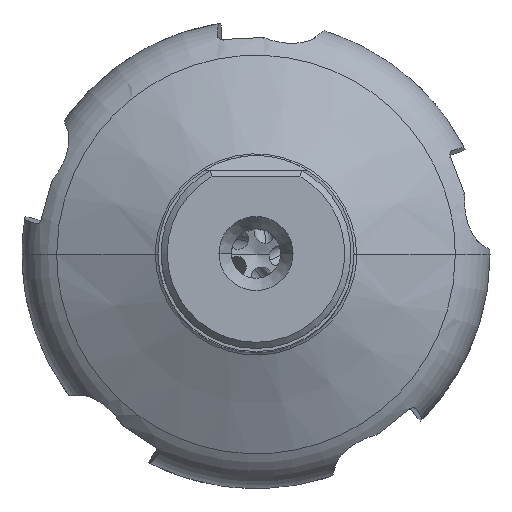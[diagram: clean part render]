
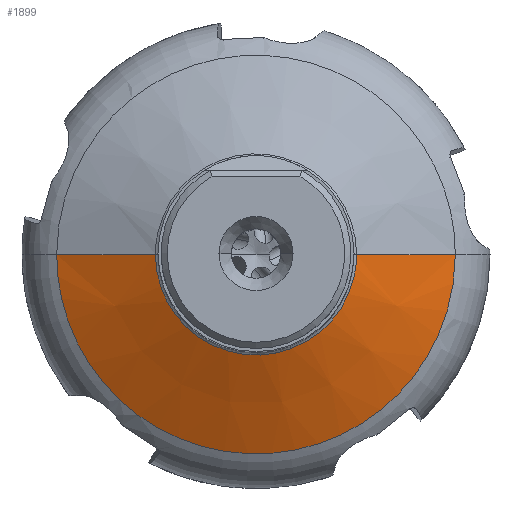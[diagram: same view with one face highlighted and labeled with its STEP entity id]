
A CAD part, top view. The second image highlights one B-rep face of the part: STEP entity #1899.
In plain terms, the highlighted conical face has half-angle 64 degrees and reference radius 24.288 mm.
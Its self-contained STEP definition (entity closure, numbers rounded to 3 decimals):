
#562=B_SPLINE_CURVE_WITH_KNOTS('',3,(#18117,#18118,#18119,#18120),
 .UNSPECIFIED.,.F.,.F.,(4,4),(0.,1.),.UNSPECIFIED.);
#564=B_SPLINE_CURVE_WITH_KNOTS('',3,(#18142,#18143,#18144,#18145),
 .UNSPECIFIED.,.F.,.F.,(4,4),(0.,1.),.UNSPECIFIED.);
#566=B_SPLINE_CURVE_WITH_KNOTS('',3,(#18158,#18159,#18160,#18161,#18162,
#18163,#18164,#18165,#18166,#18167),.UNSPECIFIED.,.F.,.F.,(4,2,2,2,4),(0.,
0.25,0.5,0.75,1.),.UNSPECIFIED.);
#567=B_SPLINE_CURVE_WITH_KNOTS('',3,(#18168,#18169,#18170,#18171,#18172,
#18173,#18174,#18175,#18176,#18177,#18178,#18179,#18180,#18181,#18182,#18183,
#18184,#18185),.UNSPECIFIED.,.F.,.F.,(4,2,2,2,2,2,2,2,4),(0.,0.125,0.25,
0.375,0.5,0.625,0.75,0.875,1.),.UNSPECIFIED.);
#1899=ADVANCED_FACE('',(#2704),#2640,.T.);
#2640=CONICAL_SURFACE('',#13549,24.288,64.);
#2704=FACE_OUTER_BOUND('',#3443,.T.);
#3443=EDGE_LOOP('',(#4797,#4798,#4799,#4800));
#4797=ORIENTED_EDGE('',*,*,#10263,.T.);
#4798=ORIENTED_EDGE('',*,*,#10267,.F.);
#4799=ORIENTED_EDGE('',*,*,#10265,.F.);
#4800=ORIENTED_EDGE('',*,*,#10268,.F.);
#8920=VERTEX_POINT('',#18121);
#8921=VERTEX_POINT('',#18122);
#8922=VERTEX_POINT('',#18141);
#8923=VERTEX_POINT('',#18146);
#10263=EDGE_CURVE('',#8920,#8921,#562,.T.);
#10265=EDGE_CURVE('',#8922,#8923,#564,.T.);
#10267=EDGE_CURVE('',#8923,#8921,#566,.T.);
#10268=EDGE_CURVE('',#8920,#8922,#567,.T.);
#13549=AXIS2_PLACEMENT_3D('',#18186,#14886,#14887);
#14886=DIRECTION('',(0.,0.,-1.));
#14887=DIRECTION('',(1.,0.,0.));
#18117=CARTESIAN_POINT('',(32.278,0.,-53.048));
#18118=CARTESIAN_POINT('',(26.951,0.,-50.45));
#18119=CARTESIAN_POINT('',(21.625,0.,-47.852));
#18120=CARTESIAN_POINT('',(16.298,0.,-45.253));
#18121=CARTESIAN_POINT('',(32.278,0.,-53.048));
#18122=CARTESIAN_POINT('',(16.298,0.,-45.253));
#18141=CARTESIAN_POINT('',(-32.278,0.,-53.048));
#18142=CARTESIAN_POINT('',(-32.278,0.,-53.048));
#18143=CARTESIAN_POINT('',(-26.951,0.,-50.45));
#18144=CARTESIAN_POINT('',(-21.625,0.,-47.852));
#18145=CARTESIAN_POINT('',(-16.298,0.,-45.253));
#18146=CARTESIAN_POINT('',(-16.298,0.,-45.253));
#18158=CARTESIAN_POINT('',(-16.298,0.,-45.253));
#18159=CARTESIAN_POINT('',(-16.298,-4.267,-45.253));
#18160=CARTESIAN_POINT('',(-14.541,-8.507,-45.253));
#18161=CARTESIAN_POINT('',(-8.507,-14.541,-45.253));
#18162=CARTESIAN_POINT('',(-4.267,-16.298,-45.253));
#18163=CARTESIAN_POINT('',(4.267,-16.298,-45.253));
#18164=CARTESIAN_POINT('',(8.507,-14.541,-45.253));
#18165=CARTESIAN_POINT('',(14.541,-8.507,-45.253));
#18166=CARTESIAN_POINT('',(16.298,-4.267,-45.253));
#18167=CARTESIAN_POINT('',(16.298,0.,-45.253));
#18168=CARTESIAN_POINT('',(32.278,0.,-53.048));
#18169=CARTESIAN_POINT('',(32.278,-4.225,-53.048));
#18170=CARTESIAN_POINT('',(31.438,-8.449,-53.048));
#18171=CARTESIAN_POINT('',(28.204,-16.256,-53.048));
#18172=CARTESIAN_POINT('',(25.812,-19.837,-53.048));
#18173=CARTESIAN_POINT('',(19.837,-25.812,-53.048));
#18174=CARTESIAN_POINT('',(16.256,-28.204,-53.048));
#18175=CARTESIAN_POINT('',(8.449,-31.438,-53.048));
#18176=CARTESIAN_POINT('',(4.225,-32.278,-53.048));
#18177=CARTESIAN_POINT('',(-4.225,-32.278,-53.048));
#18178=CARTESIAN_POINT('',(-8.449,-31.438,-53.048));
#18179=CARTESIAN_POINT('',(-16.256,-28.204,-53.048));
#18180=CARTESIAN_POINT('',(-19.837,-25.812,-53.048));
#18181=CARTESIAN_POINT('',(-25.812,-19.837,-53.048));
#18182=CARTESIAN_POINT('',(-28.204,-16.256,-53.048));
#18183=CARTESIAN_POINT('',(-31.438,-8.449,-53.048));
#18184=CARTESIAN_POINT('',(-32.278,-4.225,-53.048));
#18185=CARTESIAN_POINT('',(-32.278,0.,-53.048));
#18186=CARTESIAN_POINT('',(0.,0.,-49.151));
